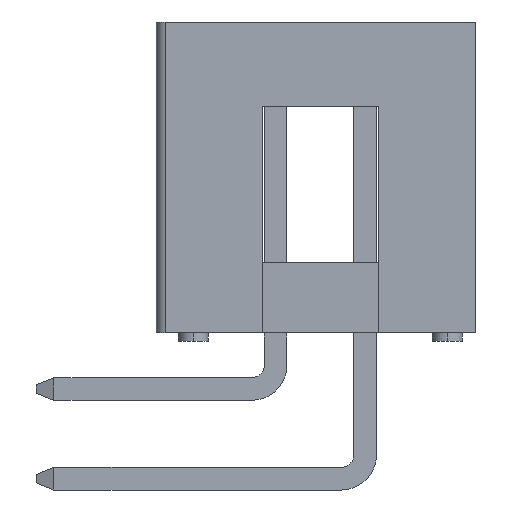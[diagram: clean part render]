
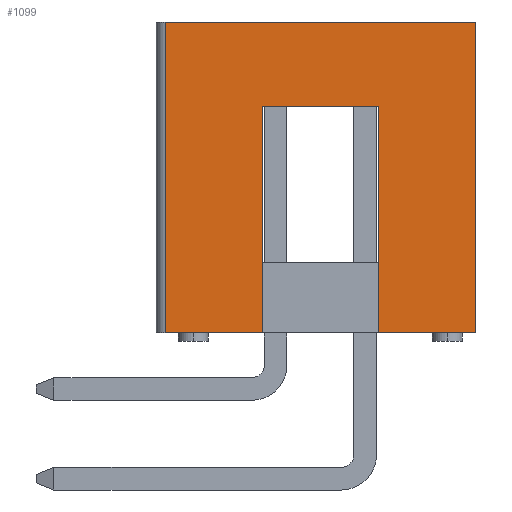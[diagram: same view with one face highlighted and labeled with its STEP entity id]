
A CAD part, left-side view. The second image highlights one B-rep face of the part: STEP entity #1099.
In plain terms, the highlighted planar face has unit normal (-1, 0, 0).
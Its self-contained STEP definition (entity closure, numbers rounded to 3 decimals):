
#1099=ADVANCED_FACE('',(#2269),#2270,.T.);
#2269=FACE_OUTER_BOUND('',#3639,.T.);
#2270=PLANE('',#3640);
#3639=EDGE_LOOP('',(#6370,#6371,#6372,#6373,#6374,#6375,#6376,#6377));
#3640=AXIS2_PLACEMENT_3D('',#6378,#6379,#6380);
#6370=ORIENTED_EDGE('',*,*,#8613,.T.);
#6371=ORIENTED_EDGE('',*,*,#8614,.T.);
#6372=ORIENTED_EDGE('',*,*,#8615,.F.);
#6373=ORIENTED_EDGE('',*,*,#8603,.T.);
#6374=ORIENTED_EDGE('',*,*,#8616,.T.);
#6375=ORIENTED_EDGE('',*,*,#8610,.F.);
#6376=ORIENTED_EDGE('',*,*,#8617,.F.);
#6377=ORIENTED_EDGE('',*,*,#8618,.F.);
#6378=CARTESIAN_POINT('',(-12.79,-4.4,-4.4));
#6379=DIRECTION('',(-1.0,0.0,0.0));
#6380=DIRECTION('',(0.0,0.0,1.0));
#8603=EDGE_CURVE('',#10380,#10378,#10381,.T.);
#8610=EDGE_CURVE('',#10391,#10393,#10394,.T.);
#8613=EDGE_CURVE('',#10397,#10398,#10399,.T.);
#8614=EDGE_CURVE('',#10398,#10400,#10401,.T.);
#8615=EDGE_CURVE('',#10380,#10400,#10402,.T.);
#8616=EDGE_CURVE('',#10378,#10393,#10403,.T.);
#8617=EDGE_CURVE('',#10404,#10391,#10405,.T.);
#8618=EDGE_CURVE('',#10397,#10404,#10406,.T.);
#10378=VERTEX_POINT('',#12899);
#10380=VERTEX_POINT('',#12902);
#10381=LINE('',#12903,#12904);
#10391=VERTEX_POINT('',#12918);
#10393=VERTEX_POINT('',#12921);
#10394=LINE('',#12922,#12923);
#10397=VERTEX_POINT('',#12927);
#10398=VERTEX_POINT('',#12928);
#10399=LINE('',#12929,#12930);
#10400=VERTEX_POINT('',#12931);
#10401=LINE('',#12932,#12933);
#10402=LINE('',#12934,#12935);
#10403=LINE('',#12936,#12937);
#10404=VERTEX_POINT('',#12938);
#10405=LINE('',#12939,#12940);
#10406=LINE('',#12941,#12942);
#12899=CARTESIAN_POINT('',(-12.79,-4.4,4.4));
#12902=CARTESIAN_POINT('',(-12.79,-4.4,-4.4));
#12903=CARTESIAN_POINT('',(-12.79,-4.4,-4.4));
#12904=VECTOR('',#14708,1000.0);
#12918=CARTESIAN_POINT('',(-12.79,4.4,-4.4));
#12921=CARTESIAN_POINT('',(-12.79,4.4,4.4));
#12922=CARTESIAN_POINT('',(-12.79,4.4,-4.4));
#12923=VECTOR('',#14714,1000.0);
#12927=CARTESIAN_POINT('',(-12.79,1.65,2.0));
#12928=CARTESIAN_POINT('',(-12.79,-1.65,2.0));
#12929=CARTESIAN_POINT('',(-12.79,1.65,2.0));
#12930=VECTOR('',#14716,1000.0);
#12931=CARTESIAN_POINT('',(-12.79,-1.65,-4.4));
#12932=CARTESIAN_POINT('',(-12.79,-1.65,2.0));
#12933=VECTOR('',#14717,1000.0);
#12934=CARTESIAN_POINT('',(-12.79,-4.4,-4.4));
#12935=VECTOR('',#14718,1000.0);
#12936=CARTESIAN_POINT('',(-12.79,-4.4,4.4));
#12937=VECTOR('',#14719,1000.0);
#12938=CARTESIAN_POINT('',(-12.79,1.65,-4.4));
#12939=CARTESIAN_POINT('',(-12.79,-4.4,-4.4));
#12940=VECTOR('',#14720,1000.0);
#12941=CARTESIAN_POINT('',(-12.79,1.65,2.0));
#12942=VECTOR('',#14721,1000.0);
#14708=DIRECTION('',(0.0,0.0,1.0));
#14714=DIRECTION('',(0.0,0.0,1.0));
#14716=DIRECTION('',(0.0,-1.0,0.0));
#14717=DIRECTION('',(0.0,0.0,-1.0));
#14718=DIRECTION('',(0.0,1.0,0.0));
#14719=DIRECTION('',(0.0,1.0,0.0));
#14720=DIRECTION('',(0.0,1.0,0.0));
#14721=DIRECTION('',(0.0,0.0,-1.0));
